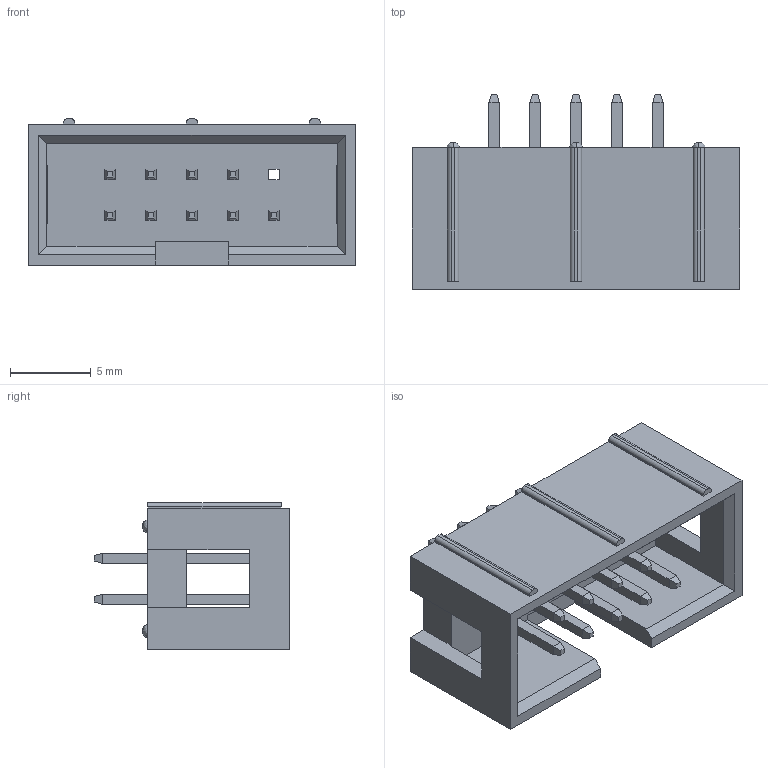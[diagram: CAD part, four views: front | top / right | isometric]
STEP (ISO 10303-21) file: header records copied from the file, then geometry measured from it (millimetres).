
FILE_DESCRIPTION((''),'2;1');
FILE_NAME('G821EU210XXL10Y','2019-09-16T',('KumarP'),('AFCI'),'CREO PARAMETRIC BY PTC INC, 2016130','CREO PARAMETRIC BY PTC INC, 2016130','');
FILE_SCHEMA(('CONFIG_CONTROL_DESIGN'));
Length unit declared in the file: millimetre
Products named in the file (1): G821EU210XXL10Y
Bounding box: 20.32 x 12.1 x 9.1 mm (x, y, z)
Volume: 768.2 mm3; surface area: 1328.2 mm2
Topology: 1 solids, 1 shells, 271 faces, 631 edges, 382 vertices
Faces by surface type: plane 253, bspline 12, cylinder 6
Entity records: 7797 total; most frequent: CARTESIAN_POINT 1646, ORIENTED_EDGE 1262, DIRECTION 1189, EDGE_CURVE 631, VECTOR 583, LINE 583, VERTEX_POINT 382, AXIS2_PLACEMENT_3D 303
